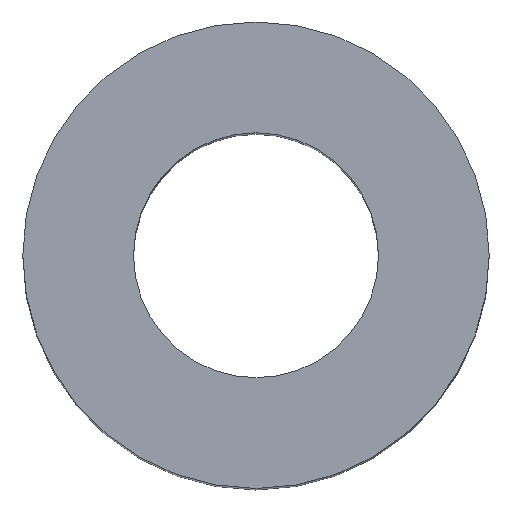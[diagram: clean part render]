
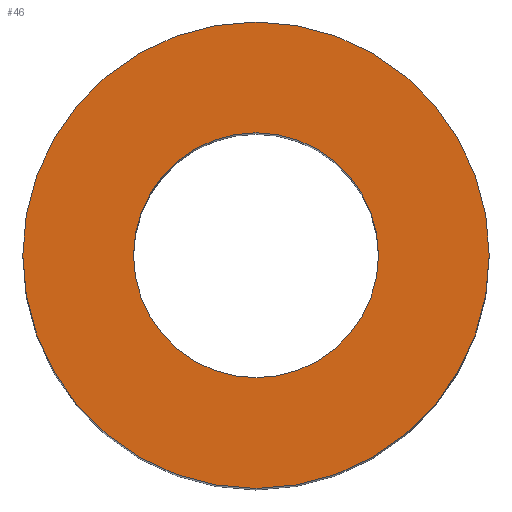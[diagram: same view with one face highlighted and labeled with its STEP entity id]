
A CAD part, top view. The second image highlights one B-rep face of the part: STEP entity #46.
In plain terms, the highlighted planar face has unit normal (0, 0, 1).
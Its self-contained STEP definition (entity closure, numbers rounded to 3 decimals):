
#42=PLANE('',#93);
#46=ADVANCED_FACE('',(#54,#55),#42,.T.);
#54=FACE_BOUND('',#62,.T.);
#55=FACE_BOUND('',#63,.T.);
#62=EDGE_LOOP('',(#70));
#63=EDGE_LOOP('',(#71));
#70=ORIENTED_EDGE('',*,*,#78,.T.);
#71=ORIENTED_EDGE('',*,*,#80,.F.);
#74=VERTEX_POINT('',#115);
#76=VERTEX_POINT('',#120);
#78=EDGE_CURVE('',#74,#74,#82,.T.);
#80=EDGE_CURVE('',#76,#76,#84,.T.);
#82=CIRCLE('',#87,4.);
#84=CIRCLE('',#90,2.1);
#87=AXIS2_PLACEMENT_3D('',#114,#97,#98);
#90=AXIS2_PLACEMENT_3D('',#119,#103,#104);
#93=AXIS2_PLACEMENT_3D('',#124,#109,#110);
#97=DIRECTION('',(0.,0.,1.));
#98=DIRECTION('',(1.,0.,0.));
#103=DIRECTION('',(0.,0.,1.));
#104=DIRECTION('',(1.,0.,0.));
#109=DIRECTION('',(0.,0.,1.));
#110=DIRECTION('',(1.,0.,0.));
#114=CARTESIAN_POINT('',(0.,0.,15.));
#115=CARTESIAN_POINT('',(4.,0.,15.));
#119=CARTESIAN_POINT('',(0.,0.,15.));
#120=CARTESIAN_POINT('',(2.1,0.,15.));
#124=CARTESIAN_POINT('',(0.,0.,15.));
